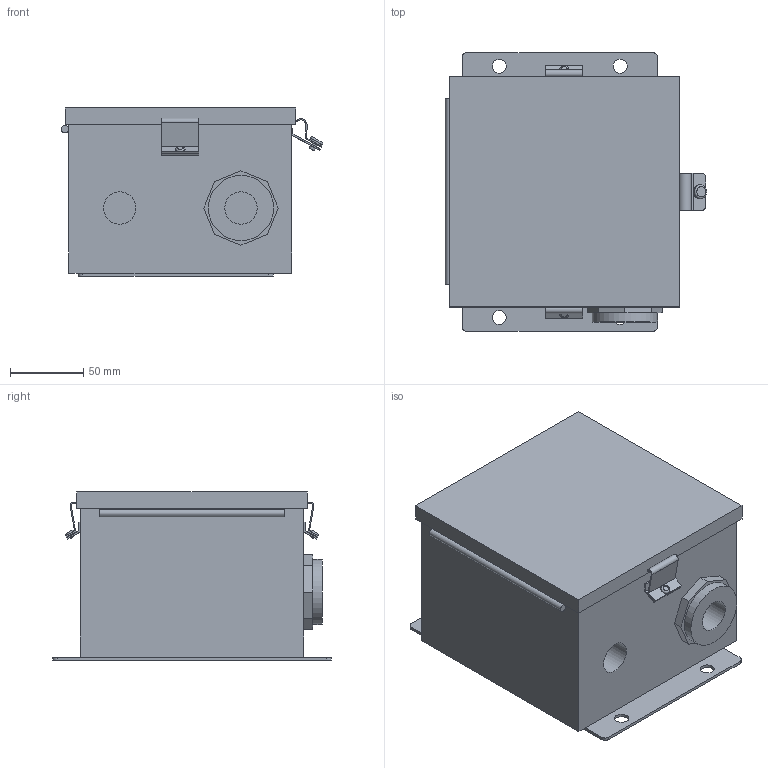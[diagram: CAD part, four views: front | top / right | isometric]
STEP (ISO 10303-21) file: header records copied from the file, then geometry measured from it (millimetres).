
FILE_DESCRIPTION((''),'2;1');
FILE_NAME('Extreme.stp','2015-08-03T13:35:57',('jrodriguez'),(''),'Autodesk Inventor 2013','Autodesk Inventor 2013','');
FILE_SCHEMA(('AUTOMOTIVE_DESIGN { 1 0 10303 214 1 1 1 1 }'));
Length unit declared in the file: inch
Products named in the file (1): Extreme
Bounding box: 178.47 x 190.5 x 114.76 mm (x, y, z)
Volume: 2689650.4 mm3; surface area: 144347.5 mm2
Topology: 1 solids, 1 shells, 116 faces, 283 edges, 187 vertices
Faces by surface type: plane 84, cylinder 29, torus 3
Full cylindrical faces by diameter (mm): 2.54 x4, 3.81 x2, 5.08 x1, 9.525 x5, 22.098 x2, 44.45 x1
Entity records: 3343 total; most frequent: CARTESIAN_POINT 566, DIRECTION 561, ORIENTED_EDGE 528, EDGE_CURVE 264, VECTOR 201, LINE 201, VERTEX_POINT 185, AXIS2_PLACEMENT_3D 180
